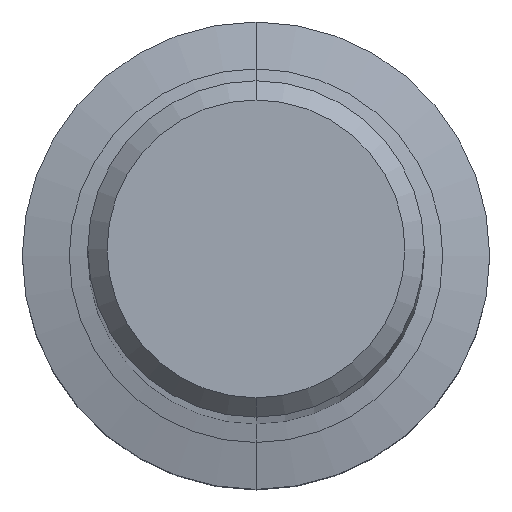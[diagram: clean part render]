
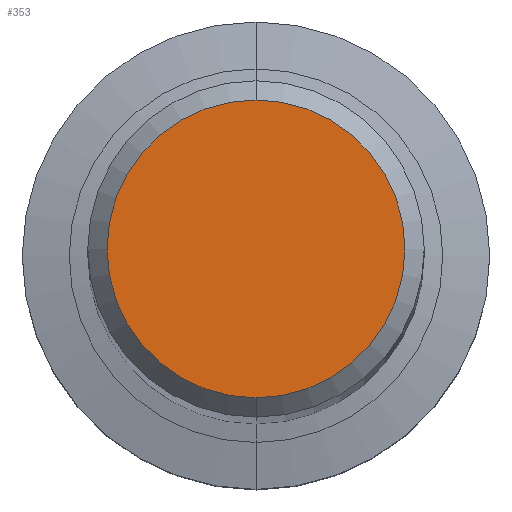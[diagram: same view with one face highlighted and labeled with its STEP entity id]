
A CAD part, top view. The second image highlights one B-rep face of the part: STEP entity #353.
In plain terms, the highlighted planar face has unit normal (0, 0, 1).
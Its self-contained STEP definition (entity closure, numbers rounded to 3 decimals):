
#275=VERTEX_POINT('',#638);
#345=VERTEX_POINT('',#720);
#353=ADVANCED_FACE('',(#730),#731,.T.);
#433=EDGE_CURVE('',#345,#275,#815,.T.);
#487=EDGE_CURVE('',#275,#345,#877,.T.);
#638=CARTESIAN_POINT('',(0.0,3.1,0.0));
#720=CARTESIAN_POINT('',(0.,-3.1,0.0));
#730=FACE_OUTER_BOUND('',#1246,.T.);
#731=PLANE('',#1247);
#815=CIRCLE('',#1448,3.1);
#877=CIRCLE('',#1562,3.1);
#1246=EDGE_LOOP('',(#1868,#1869));
#1247=AXIS2_PLACEMENT_3D('',#1870,#1871,#1872);
#1448=AXIS2_PLACEMENT_3D('',#1944,#1945,#1946);
#1562=AXIS2_PLACEMENT_3D('',#2023,#2024,#2025);
#1868=ORIENTED_EDGE('',*,*,#487,.F.);
#1869=ORIENTED_EDGE('',*,*,#433,.F.);
#1870=CARTESIAN_POINT('',(0.0,1.55,0.0));
#1871=DIRECTION('',(-0.0,0.0,1.0));
#1872=DIRECTION('',(0.0,-1.0,0.0));
#1944=CARTESIAN_POINT('',(0.0,0.0,0.0));
#1945=DIRECTION('',(0.0,0.0,-1.0));
#1946=DIRECTION('',(0.0,1.0,0.0));
#2023=CARTESIAN_POINT('',(0.0,0.0,0.0));
#2024=DIRECTION('',(0.0,0.0,-1.0));
#2025=DIRECTION('',(0.0,1.0,0.0));
